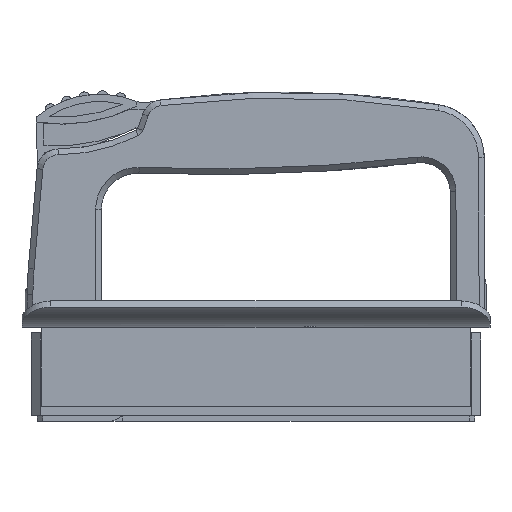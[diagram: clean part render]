
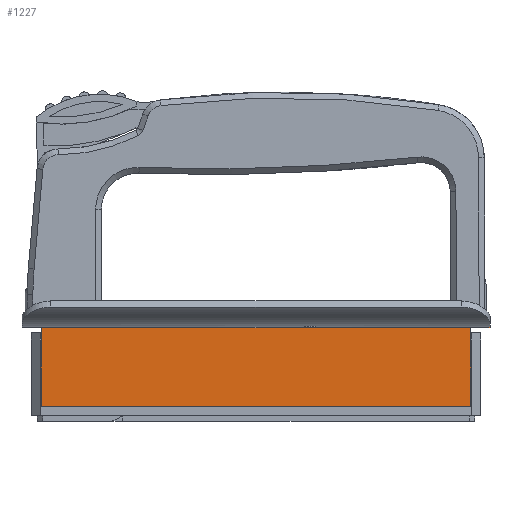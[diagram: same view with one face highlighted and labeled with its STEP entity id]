
A CAD part, front view. The second image highlights one B-rep face of the part: STEP entity #1227.
In plain terms, the highlighted planar face has unit normal (0, -1, 0).
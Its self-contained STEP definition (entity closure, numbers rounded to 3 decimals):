
#1159=AXIS2_PLACEMENT_3D('Plane Axis2P3D',#1156,#1157,#1158) ;
#1156=CARTESIAN_POINT('Axis2P3D Location',(0.,-12.2,-2.5)) ;
#1161=CARTESIAN_POINT('Line Origine',(0.,-12.2,-2.5)) ;
#1165=CARTESIAN_POINT('Vertex',(-64.9,-12.2,-2.5)) ;
#1167=CARTESIAN_POINT('Vertex',(64.9,-12.2,-2.5)) ;
#1170=CARTESIAN_POINT('Line Origine',(-64.9,-12.2,-2.55)) ;
#1174=CARTESIAN_POINT('Vertex',(-64.9,-12.2,-2.6)) ;
#1177=CARTESIAN_POINT('Line Origine',(-62.2,-12.2,-2.6)) ;
#1181=CARTESIAN_POINT('Vertex',(-59.5,-12.2,-2.6)) ;
#1184=CARTESIAN_POINT('Line Origine',(-59.5,-12.2,-13.55)) ;
#1188=CARTESIAN_POINT('Vertex',(-59.5,-12.2,-24.5)) ;
#1191=CARTESIAN_POINT('Line Origine',(0.,-12.2,-24.5)) ;
#1195=CARTESIAN_POINT('Vertex',(59.5,-12.2,-24.5)) ;
#1198=CARTESIAN_POINT('Line Origine',(59.5,-12.2,-13.55)) ;
#1202=CARTESIAN_POINT('Vertex',(59.5,-12.2,-2.6)) ;
#1205=CARTESIAN_POINT('Line Origine',(62.2,-12.2,-2.6)) ;
#1209=CARTESIAN_POINT('Vertex',(64.9,-12.2,-2.6)) ;
#1212=CARTESIAN_POINT('Line Origine',(64.9,-12.2,-2.55)) ;
#1157=DIRECTION('Axis2P3D Direction',(0.,-1.,0.)) ;
#1158=DIRECTION('Axis2P3D XDirection',(0.,0.,-1.)) ;
#1162=DIRECTION('Vector Direction',(1.,0.,0.)) ;
#1171=DIRECTION('Vector Direction',(0.,0.,-1.)) ;
#1178=DIRECTION('Vector Direction',(1.,0.,0.)) ;
#1185=DIRECTION('Vector Direction',(0.,0.,-1.)) ;
#1192=DIRECTION('Vector Direction',(1.,0.,0.)) ;
#1199=DIRECTION('Vector Direction',(0.,0.,-1.)) ;
#1206=DIRECTION('Vector Direction',(1.,0.,0.)) ;
#1213=DIRECTION('Vector Direction',(0.,0.,-1.)) ;
#1163=VECTOR('Line Direction',#1162,1.) ;
#1172=VECTOR('Line Direction',#1171,1.) ;
#1179=VECTOR('Line Direction',#1178,1.) ;
#1186=VECTOR('Line Direction',#1185,1.) ;
#1193=VECTOR('Line Direction',#1192,1.) ;
#1200=VECTOR('Line Direction',#1199,1.) ;
#1207=VECTOR('Line Direction',#1206,1.) ;
#1214=VECTOR('Line Direction',#1213,1.) ;
#1218=ORIENTED_EDGE('',*,*,#1169,.F.) ;
#1219=ORIENTED_EDGE('',*,*,#1176,.T.) ;
#1220=ORIENTED_EDGE('',*,*,#1183,.T.) ;
#1221=ORIENTED_EDGE('',*,*,#1190,.T.) ;
#1222=ORIENTED_EDGE('',*,*,#1197,.T.) ;
#1223=ORIENTED_EDGE('',*,*,#1204,.F.) ;
#1224=ORIENTED_EDGE('',*,*,#1211,.T.) ;
#1225=ORIENTED_EDGE('',*,*,#1216,.F.) ;
#1227=ADVANCED_FACE('Hauptkoerper nicht benutzen',(#1226),#1160,.T.) ;
#1169=EDGE_CURVE('',#1166,#1168,#1164,.T.) ;
#1176=EDGE_CURVE('',#1166,#1175,#1173,.T.) ;
#1183=EDGE_CURVE('',#1175,#1182,#1180,.T.) ;
#1190=EDGE_CURVE('',#1182,#1189,#1187,.T.) ;
#1197=EDGE_CURVE('',#1189,#1196,#1194,.T.) ;
#1204=EDGE_CURVE('',#1203,#1196,#1201,.T.) ;
#1211=EDGE_CURVE('',#1203,#1210,#1208,.T.) ;
#1216=EDGE_CURVE('',#1168,#1210,#1215,.T.) ;
#1217=EDGE_LOOP('',(#1218,#1219,#1220,#1221,#1222,#1223,#1224,#1225)) ;
#1226=FACE_OUTER_BOUND('',#1217,.T.) ;
#1164=LINE('Line',#1161,#1163) ;
#1173=LINE('Line',#1170,#1172) ;
#1180=LINE('Line',#1177,#1179) ;
#1187=LINE('Line',#1184,#1186) ;
#1194=LINE('Line',#1191,#1193) ;
#1201=LINE('Line',#1198,#1200) ;
#1208=LINE('Line',#1205,#1207) ;
#1215=LINE('Line',#1212,#1214) ;
#1160=PLANE('Plane',#1159) ;
#1166=VERTEX_POINT('',#1165) ;
#1168=VERTEX_POINT('',#1167) ;
#1175=VERTEX_POINT('',#1174) ;
#1182=VERTEX_POINT('',#1181) ;
#1189=VERTEX_POINT('',#1188) ;
#1196=VERTEX_POINT('',#1195) ;
#1203=VERTEX_POINT('',#1202) ;
#1210=VERTEX_POINT('',#1209) ;
